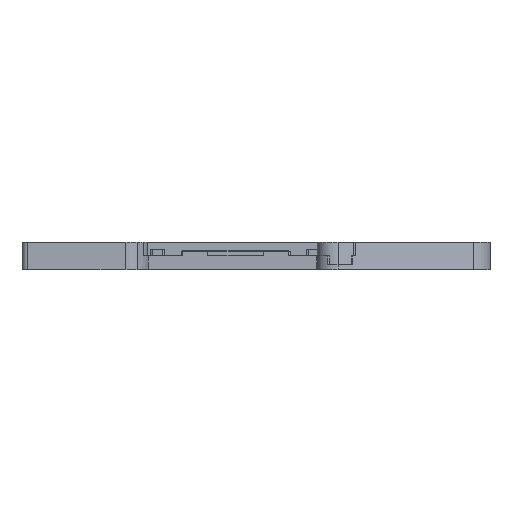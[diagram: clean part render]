
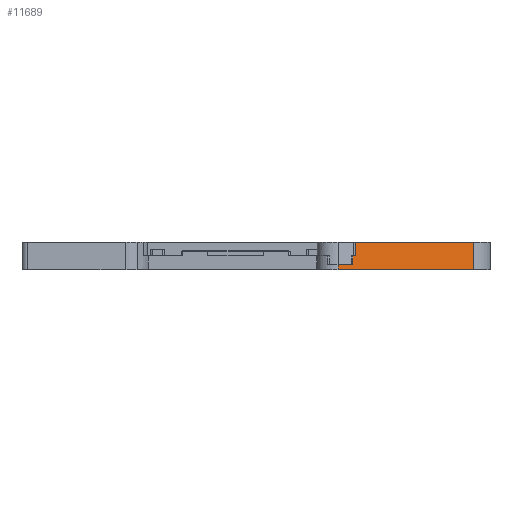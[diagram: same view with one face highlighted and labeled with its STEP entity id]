
A CAD part, front view. The second image highlights one B-rep face of the part: STEP entity #11689.
In plain terms, the highlighted planar face has unit normal (0.393, -0.92, 0).
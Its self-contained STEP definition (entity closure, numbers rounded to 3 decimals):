
#184 = LINE ( 'NONE', #21091, #13205 ) ;
#266 = DIRECTION ( 'NONE',  ( 0., 0., 1. ) ) ;
#380 = CARTESIAN_POINT ( 'NONE',  ( -25.034, -4.989, 13.268 ) ) ;
#591 = EDGE_CURVE ( 'NONE', #7713, #2017, #184, .T. ) ;
#866 = CARTESIAN_POINT ( 'NONE',  ( -27.742, -6.145, 13.268 ) ) ;
#1485 = FACE_OUTER_BOUND ( 'NONE', #3831, .T. ) ;
#2017 = VERTEX_POINT ( 'NONE', #866 ) ;
#2256 = EDGE_CURVE ( 'NONE', #13082, #12743, #9580, .T. ) ;
#2996 = ORIENTED_EDGE ( 'NONE', *, *, #2256, .F. ) ;
#3384 = DIRECTION ( 'NONE',  ( 0.92, 0.393, 0. ) ) ;
#3629 = DIRECTION ( 'NONE',  ( 0.92, 0.393, 0. ) ) ;
#3831 = EDGE_LOOP ( 'NONE', ( #18985, #14090, #3833, #2996, #19954, #10328, #12011, #11270 ) ) ;
#3833 = ORIENTED_EDGE ( 'NONE', *, *, #13254, .T. ) ;
#4509 = EDGE_CURVE ( 'NONE', #12382, #5491, #17547, .T. ) ;
#5077 = CARTESIAN_POINT ( 'NONE',  ( -2.855, 4.476, 12.418 ) ) ;
#5235 = VECTOR ( 'NONE', #18572, 1000. ) ;
#5491 = VERTEX_POINT ( 'NONE', #12703 ) ;
#5757 = VECTOR ( 'NONE', #20704, 1000. ) ;
#5849 = CARTESIAN_POINT ( 'NONE',  ( -24.571, -4.791, 17.418 ) ) ;
#6001 = CARTESIAN_POINT ( 'NONE',  ( -2.855, 4.476, -32.962 ) ) ;
#6076 = VECTOR ( 'NONE', #13920, 1000. ) ;
#6218 = PLANE ( 'NONE',  #18574 ) ;
#6871 = VERTEX_POINT ( 'NONE', #14218 ) ;
#7405 = VECTOR ( 'NONE', #266, 1000. ) ;
#7713 = VERTEX_POINT ( 'NONE', #21165 ) ;
#8643 = VECTOR ( 'NONE', #20181, 1000. ) ;
#9310 = LINE ( 'NONE', #10121, #19249 ) ;
#9495 = DIRECTION ( 'NONE',  ( 0.393, -0.92, 0. ) ) ;
#9580 = LINE ( 'NONE', #17004, #5235 ) ;
#10099 = LINE ( 'NONE', #16022, #5757 ) ;
#10121 = CARTESIAN_POINT ( 'NONE',  ( -27.742, -6.145, 17.418 ) ) ;
#10328 = ORIENTED_EDGE ( 'NONE', *, *, #591, .F. ) ;
#10442 = CARTESIAN_POINT ( 'NONE',  ( -2.855, 4.476, 12.418 ) ) ;
#10922 = CARTESIAN_POINT ( 'NONE',  ( -24.571, -4.791, 10.711 ) ) ;
#11270 = ORIENTED_EDGE ( 'NONE', *, *, #4509, .T. ) ;
#11311 = EDGE_CURVE ( 'NONE', #6871, #19554, #14288, .T. ) ;
#11689 = ADVANCED_FACE ( 'NONE', ( #1485 ), #6218, .T. ) ;
#12011 = ORIENTED_EDGE ( 'NONE', *, *, #20698, .F. ) ;
#12382 = VERTEX_POINT ( 'NONE', #5077 ) ;
#12703 = CARTESIAN_POINT ( 'NONE',  ( -2.855, 4.476, 17.418 ) ) ;
#12743 = VERTEX_POINT ( 'NONE', #14198 ) ;
#13082 = VERTEX_POINT ( 'NONE', #20632 ) ;
#13121 = DIRECTION ( 'NONE',  ( 0., 0., 1. ) ) ;
#13147 = LINE ( 'NONE', #380, #17749 ) ;
#13205 = VECTOR ( 'NONE', #13121, 1000. ) ;
#13254 = EDGE_CURVE ( 'NONE', #6871, #12743, #10099, .T. ) ;
#13920 = DIRECTION ( 'NONE',  ( 0., 0., 1. ) ) ;
#14090 = ORIENTED_EDGE ( 'NONE', *, *, #11311, .F. ) ;
#14198 = CARTESIAN_POINT ( 'NONE',  ( -25.034, -4.989, 14.868 ) ) ;
#14201 = EDGE_CURVE ( 'NONE', #2017, #13082, #13147, .T. ) ;
#14218 = CARTESIAN_POINT ( 'NONE',  ( -24.571, -4.791, 14.868 ) ) ;
#14262 = DIRECTION ( 'NONE',  ( 0.92, 0.393, 0. ) ) ;
#14288 = LINE ( 'NONE', #10922, #7405 ) ;
#14404 = CARTESIAN_POINT ( 'NONE',  ( -27.742, -6.145, -32.962 ) ) ;
#16022 = CARTESIAN_POINT ( 'NONE',  ( -25.034, -4.989, 14.868 ) ) ;
#17004 = CARTESIAN_POINT ( 'NONE',  ( -25.034, -4.989, 8.377 ) ) ;
#17208 = EDGE_CURVE ( 'NONE', #19554, #5491, #9310, .T. ) ;
#17317 = LINE ( 'NONE', #10442, #8643 ) ;
#17547 = LINE ( 'NONE', #6001, #6076 ) ;
#17749 = VECTOR ( 'NONE', #3384, 1000. ) ;
#18572 = DIRECTION ( 'NONE',  ( 0., 0., 1. ) ) ;
#18574 = AXIS2_PLACEMENT_3D ( 'NONE', #14404, #9495, #14262 ) ;
#18985 = ORIENTED_EDGE ( 'NONE', *, *, #17208, .F. ) ;
#19249 = VECTOR ( 'NONE', #3629, 1000. ) ;
#19554 = VERTEX_POINT ( 'NONE', #5849 ) ;
#19954 = ORIENTED_EDGE ( 'NONE', *, *, #14201, .F. ) ;
#20181 = DIRECTION ( 'NONE',  ( -0.92, -0.393, 0. ) ) ;
#20632 = CARTESIAN_POINT ( 'NONE',  ( -25.034, -4.989, 13.268 ) ) ;
#20698 = EDGE_CURVE ( 'NONE', #12382, #7713, #17317, .T. ) ;
#20704 = DIRECTION ( 'NONE',  ( -0.92, -0.393, 0. ) ) ;
#21091 = CARTESIAN_POINT ( 'NONE',  ( -27.742, -6.145, -32.962 ) ) ;
#21165 = CARTESIAN_POINT ( 'NONE',  ( -27.742, -6.145, 12.418 ) ) ;
